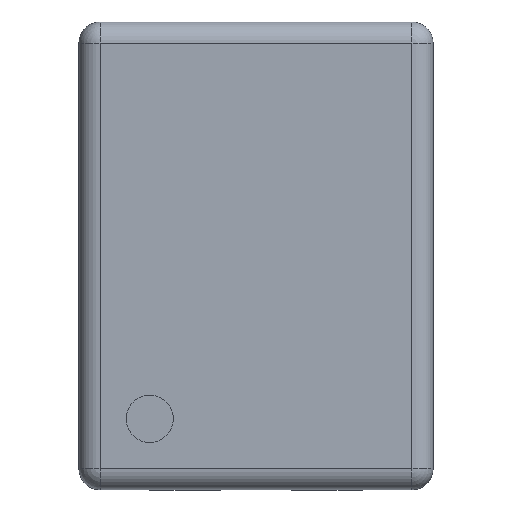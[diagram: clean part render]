
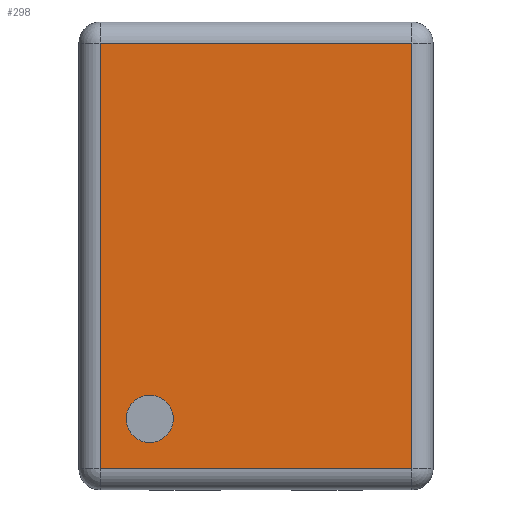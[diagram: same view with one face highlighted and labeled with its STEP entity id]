
A CAD part, top view. The second image highlights one B-rep face of the part: STEP entity #298.
In plain terms, the highlighted planar face has unit normal (0, 0, 1).
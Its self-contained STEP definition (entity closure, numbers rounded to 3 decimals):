
#298=ADVANCED_FACE('',(#1084,#1086),#1088,.T.);
#1084=FACE_BOUND('',#1085,.T.);
#1085=EDGE_LOOP('',(#1684,#1685,#1686,#1687));
#1086=FACE_BOUND('',#1087,.T.);
#1087=EDGE_LOOP('',(#1688));
#1088=PLANE('',#1089);
#1089=AXIS2_PLACEMENT_3D('',#1090,#1091,#1092);
#1090=CARTESIAN_POINT('',(0.,0.,0.6));
#1091=DIRECTION('',(0.,0.,1.));
#1092=DIRECTION('',(1.,0.,0.));
#1684=ORIENTED_EDGE('',*,*,#2072,.T.);
#1685=ORIENTED_EDGE('',*,*,#2073,.T.);
#1686=ORIENTED_EDGE('',*,*,#2074,.T.);
#1687=ORIENTED_EDGE('',*,*,#2075,.T.);
#1688=ORIENTED_EDGE('',*,*,#2071,.F.);
#2071=EDGE_CURVE('',#2296,#2296,#2297,.T.);
#2072=EDGE_CURVE('',#2298,#2299,#2300,.T.);
#2073=EDGE_CURVE('',#2299,#2301,#2302,.T.);
#2074=EDGE_CURVE('',#2301,#2303,#2304,.T.);
#2075=EDGE_CURVE('',#2303,#2298,#2305,.T.);
#2296=VERTEX_POINT('',#2708);
#2297=CIRCLE('',#2709,0.083);
#2298=VERTEX_POINT('',#2713);
#2299=VERTEX_POINT('',#2714);
#2300=LINE('',#2715,#2716);
#2301=VERTEX_POINT('',#2718);
#2302=LINE('',#2719,#2720);
#2303=VERTEX_POINT('',#2722);
#2304=LINE('',#2723,#2724);
#2305=LINE('',#2726,#2727);
#2708=CARTESIAN_POINT('',(-0.292,-0.575,0.6));
#2709=AXIS2_PLACEMENT_3D('',#2710,#2711,#2712);
#2710=CARTESIAN_POINT('',(-0.375,-0.575,0.6));
#2711=DIRECTION('',(0.,0.,1.));
#2712=DIRECTION('',(1.,0.,0.));
#2713=CARTESIAN_POINT('',(-0.55,0.75,0.6));
#2714=CARTESIAN_POINT('',(-0.55,-0.75,0.6));
#2715=CARTESIAN_POINT('',(-0.55,0.75,0.6));
#2716=VECTOR('',#2717,1.);
#2717=DIRECTION('',(0.,-1.,0.));
#2718=CARTESIAN_POINT('',(0.55,-0.75,0.6));
#2719=CARTESIAN_POINT('',(-0.55,-0.75,0.6));
#2720=VECTOR('',#2721,1.);
#2721=DIRECTION('',(1.,0.,0.));
#2722=CARTESIAN_POINT('',(0.55,0.75,0.6));
#2723=CARTESIAN_POINT('',(0.55,-0.75,0.6));
#2724=VECTOR('',#2725,1.);
#2725=DIRECTION('',(0.,1.,0.));
#2726=CARTESIAN_POINT('',(0.55,0.75,0.6));
#2727=VECTOR('',#2728,1.);
#2728=DIRECTION('',(-1.,0.,0.));
